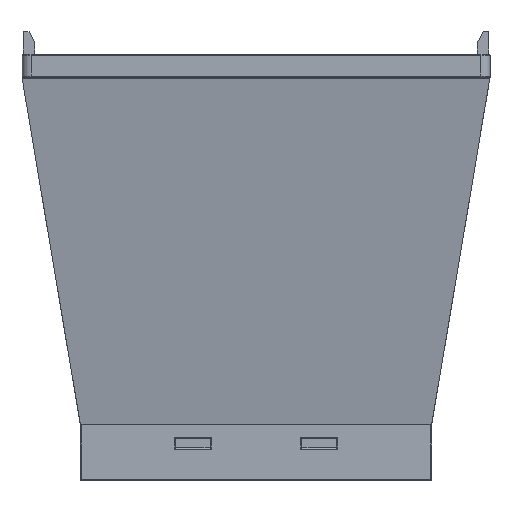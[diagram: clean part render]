
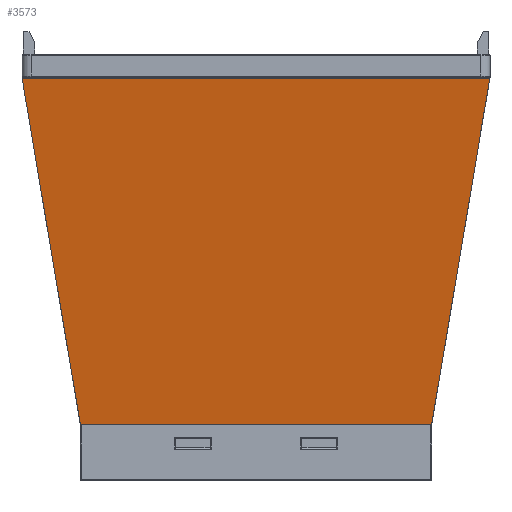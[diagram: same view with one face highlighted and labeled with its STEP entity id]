
A CAD part, left-side view. The second image highlights one B-rep face of the part: STEP entity #3573.
In plain terms, the highlighted planar face has unit normal (-0.986, 0, -0.166).
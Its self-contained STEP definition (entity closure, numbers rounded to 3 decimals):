
#152=ELLIPSE('',#3625,0.507,0.5);
#153=ELLIPSE('',#3628,0.507,0.5);
#179=ELLIPSE('',#3953,3.018,0.5);
#181=ELLIPSE('',#3957,3.018,0.5);
#623=FACE_OUTER_BOUND('',#864,.T.);
#864=EDGE_LOOP('',(#3268,#3269,#3270,#3271,#3272,#3273,#3274,#3275));
#919=LINE('',#5354,#1207);
#1090=LINE('',#6251,#1378);
#1149=LINE('',#6422,#1437);
#1152=LINE('',#6427,#1440);
#1207=VECTOR('',#4149,10.);
#1378=VECTOR('',#4978,10.);
#1437=VECTOR('',#5141,10.);
#1440=VECTOR('',#5148,10.);
#1504=VERTEX_POINT('',#5340);
#1505=VERTEX_POINT('',#5342);
#1507=VERTEX_POINT('',#5352);
#1508=VERTEX_POINT('',#5381);
#1697=VERTEX_POINT('',#6235);
#1698=VERTEX_POINT('',#6237);
#1701=VERTEX_POINT('',#6249);
#1703=VERTEX_POINT('',#6270);
#1817=EDGE_CURVE('',#1504,#1505,#152,.T.);
#1820=EDGE_CURVE('',#1507,#1504,#919,.T.);
#1823=EDGE_CURVE('',#1508,#1507,#153,.T.);
#2170=EDGE_CURVE('',#1697,#1698,#179,.T.);
#2174=EDGE_CURVE('',#1701,#1697,#1090,.T.);
#2177=EDGE_CURVE('',#1703,#1701,#181,.T.);
#2248=EDGE_CURVE('',#1698,#1508,#1149,.T.);
#2251=EDGE_CURVE('',#1703,#1505,#1152,.T.);
#3268=ORIENTED_EDGE('',*,*,#1823,.F.);
#3269=ORIENTED_EDGE('',*,*,#2248,.F.);
#3270=ORIENTED_EDGE('',*,*,#2170,.F.);
#3271=ORIENTED_EDGE('',*,*,#2174,.F.);
#3272=ORIENTED_EDGE('',*,*,#2177,.F.);
#3273=ORIENTED_EDGE('',*,*,#2251,.T.);
#3274=ORIENTED_EDGE('',*,*,#1817,.F.);
#3275=ORIENTED_EDGE('',*,*,#1820,.F.);
#3354=PLANE('',#4011);
#3573=ADVANCED_FACE('',(#623),#3354,.F.);
#3625=AXIS2_PLACEMENT_3D('',#5343,#4143,#4144);
#3628=AXIS2_PLACEMENT_3D('',#5399,#4151,#4152);
#3953=AXIS2_PLACEMENT_3D('',#6238,#4970,#4971);
#3957=AXIS2_PLACEMENT_3D('',#6277,#4980,#4981);
#4011=AXIS2_PLACEMENT_3D('',#6428,#5149,#5150);
#4143=DIRECTION('center_axis',(-0.986,0.,-0.166));
#4144=DIRECTION('ref_axis',(0.166,0.,-0.986));
#4149=DIRECTION('',(0.,-1.,0.));
#4151=DIRECTION('center_axis',(-0.986,0.,-0.166));
#4152=DIRECTION('ref_axis',(0.166,0.,-0.986));
#4970=DIRECTION('center_axis',(-0.986,0.,-0.166));
#4971=DIRECTION('ref_axis',(-0.166,0.,0.986));
#4978=DIRECTION('',(0.,1.,0.));
#4980=DIRECTION('center_axis',(-0.986,0.,-0.166));
#4981=DIRECTION('ref_axis',(-0.166,0.,0.986));
#5141=DIRECTION('',(-0.163,0.163,0.973));
#5148=DIRECTION('',(-0.163,-0.163,0.973));
#5149=DIRECTION('center_axis',(0.986,0.,0.166));
#5150=DIRECTION('ref_axis',(0.166,0.,-0.986));
#5340=CARTESIAN_POINT('',(-50.465,-50.25,74.791));
#5342=CARTESIAN_POINT('',(-50.474,-50.474,74.844));
#5343=CARTESIAN_POINT('Origin',(-50.549,-50.25,75.291));
#5352=CARTESIAN_POINT('',(-50.465,50.25,74.791));
#5354=CARTESIAN_POINT('',(-50.465,-18.95,74.791));
#5381=CARTESIAN_POINT('',(-50.474,50.474,74.844));
#5399=CARTESIAN_POINT('Origin',(-50.549,50.25,75.291));
#6235=CARTESIAN_POINT('',(-37.903,37.65,0.021));
#6237=CARTESIAN_POINT('',(-37.858,37.858,-0.249));
#6238=CARTESIAN_POINT('Origin',(-37.403,37.65,-2.956));
#6249=CARTESIAN_POINT('',(-37.903,-37.65,0.021));
#6251=CARTESIAN_POINT('',(-37.903,-37.9,0.021));
#6270=CARTESIAN_POINT('',(-37.858,-37.858,-0.249));
#6277=CARTESIAN_POINT('Origin',(-37.403,-37.65,-2.956));
#6422=CARTESIAN_POINT('',(-36.887,36.887,-6.027));
#6427=CARTESIAN_POINT('',(-37.9,-37.9,0.));
#6428=CARTESIAN_POINT('Origin',(-37.9,-37.9,0.));
